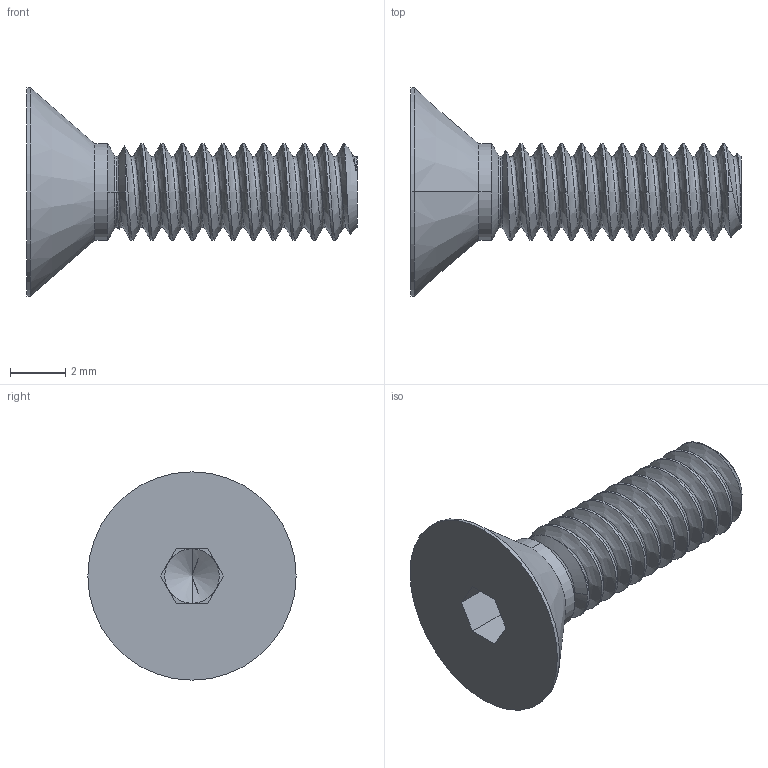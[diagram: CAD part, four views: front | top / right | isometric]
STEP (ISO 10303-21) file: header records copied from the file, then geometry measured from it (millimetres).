
FILE_DESCRIPTION (( 'STEP AP203' ), '1' );
FILE_NAME ('B000FN3XV0.3D.STEP', '2013-06-28T12:31:41', ( '' ), ( '' ), 'SwSTEP 2.0', 'SolidWorks 2010', '' );
FILE_SCHEMA (( 'CONFIG_CONTROL_DESIGN' ));
Length unit declared in the file: millimetre
Products named in the file (1): B000FN3XV0.3D
Bounding box: 11.99 x 7.57 x 7.57 mm (x, y, z)
Volume: 128.1 mm3; surface area: 270.5 mm2
Topology: 1 solids, 1 shells, 59 faces, 150 edges, 92 vertices
Faces by surface type: cylinder 27, plane 14, cone 11, torus 4, bspline 3
Entity records: 4961 total; most frequent: CARTESIAN_POINT 3622, ORIENTED_EDGE 296, DIRECTION 237, EDGE_CURVE 148, VERTEX_POINT 92, AXIS2_PLACEMENT_3D 88, VECTOR 61, LINE 61
